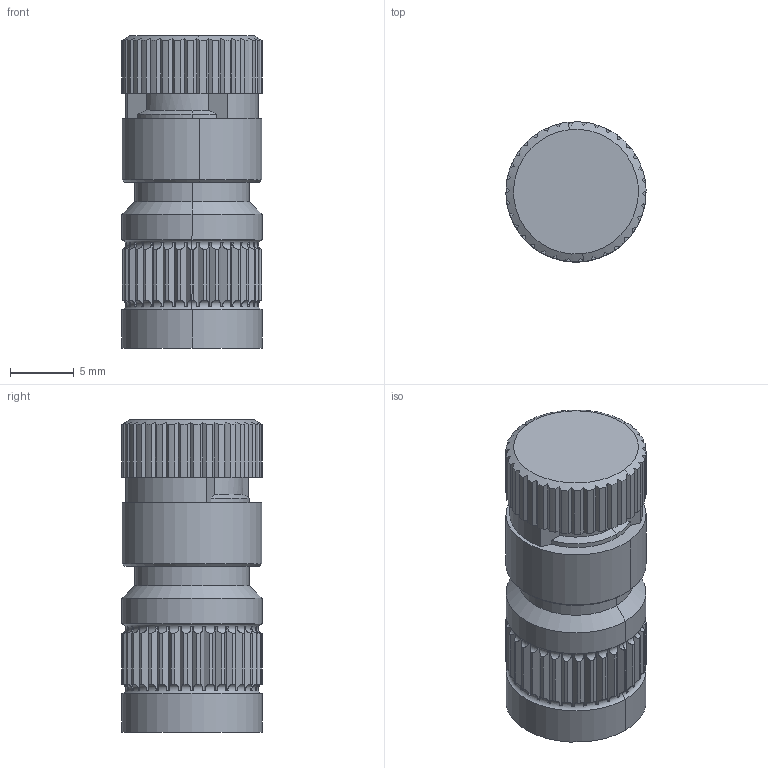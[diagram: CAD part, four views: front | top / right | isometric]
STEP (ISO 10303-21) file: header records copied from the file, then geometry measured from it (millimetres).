
FILE_DESCRIPTION(('CATIA V5 STEP Exchange','CAx-IF Rec.Pracs.--- Model Styling and Organization---1.4--- 2014-01-23','CAx-IF Rec.Pracs.---3D Tessellated Data Validation Properties---0.5---2014-09-14'),'2;1');
FILE_NAME('STEP_562100_-_TST.stp','2021-06-28T12:40:08+00:00',('none'),('none'),'CATIA Version 5-6 Release 2019 SP3','CATIA V5 STEP AP242 v1','none');
FILE_SCHEMA(('AP242_MANAGED_MODEL_BASED_3D_ENGINEERING_MIM_LF {1 0 10303 442 1 1 4}'));
Length unit declared in the file: millimetre
Products named in the file (1): 562100 - TST
Bounding box: 11 x 11 x 24.5 mm (x, y, z)
Volume: 2181.2 mm3; surface area: 1174.3 mm2
Topology: 1 solids, 1 shells, 306 faces, 889 edges, 588 vertices
Faces by surface type: plane 211, cylinder 83, cone 8, torus 4
Entity records: 10125 total; most frequent: CARTESIAN_POINT 3043, ORIENTED_EDGE 1778, DIRECTION 993, EDGE_CURVE 889, VERTEX_POINT 588, VECTOR 437, LINE 437, AXIS2_PLACEMENT_3D 401
